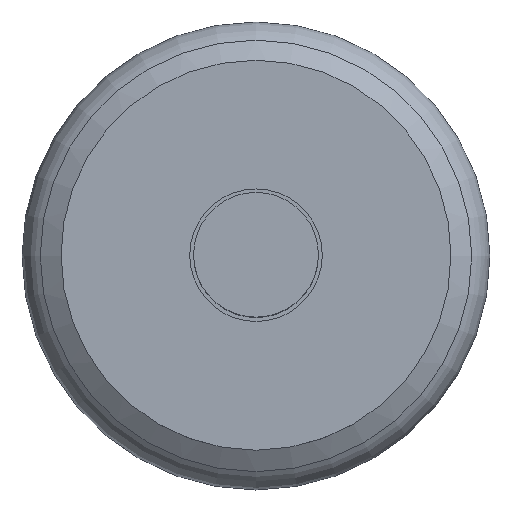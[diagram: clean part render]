
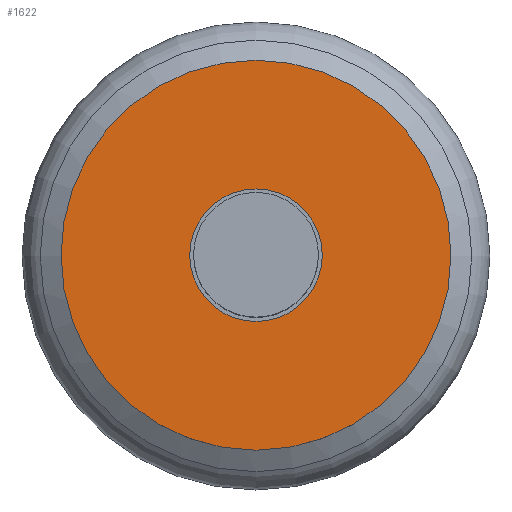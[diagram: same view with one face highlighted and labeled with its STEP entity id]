
A CAD part, top view. The second image highlights one B-rep face of the part: STEP entity #1622.
In plain terms, the highlighted planar face has unit normal (0, 0, 1).
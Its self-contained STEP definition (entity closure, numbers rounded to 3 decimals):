
#785=CIRCLE('',#1543,25.);
#786=CIRCLE('',#1545,8.5);
#915=ORIENTED_EDGE('',*,*,#1085,.T.);
#916=ORIENTED_EDGE('',*,*,#1086,.F.);
#1019=VERTEX_POINT('',#1799);
#1020=VERTEX_POINT('',#1802);
#1085=EDGE_CURVE('',#1019,#1019,#785,.T.);
#1086=EDGE_CURVE('',#1020,#1020,#786,.T.);
#1159=EDGE_LOOP('',(#915));
#1160=EDGE_LOOP('',(#916));
#1235=FACE_BOUND('',#1159,.T.);
#1236=FACE_BOUND('',#1160,.T.);
#1439=DIRECTION('',(0.,0.,1.));
#1440=DIRECTION('',(25.,0.,0.));
#1441=DIRECTION('',(0.,0.,1.));
#1442=DIRECTION('',(0.,-1.,0.));
#1443=DIRECTION('',(0.,0.,1.));
#1444=DIRECTION('',(8.5,0.,0.));
#1543=AXIS2_PLACEMENT_3D('',#1800,#1439,#1440);
#1544=AXIS2_PLACEMENT_3D('',#1801,#1441,#1442);
#1545=AXIS2_PLACEMENT_3D('',#1803,#1443,#1444);
#1577=PLANE('',#1544);
#1622=ADVANCED_FACE('',(#1235,#1236),#1577,.T.);
#1799=CARTESIAN_POINT('',(25.,0.,3.));
#1800=CARTESIAN_POINT('',(0.,0.,3.));
#1801=CARTESIAN_POINT('',(25.,0.,3.));
#1802=CARTESIAN_POINT('',(8.5,0.,3.));
#1803=CARTESIAN_POINT('',(0.,0.,3.));
